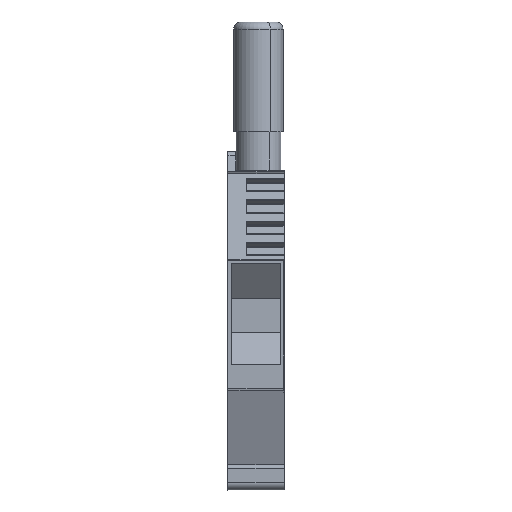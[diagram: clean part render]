
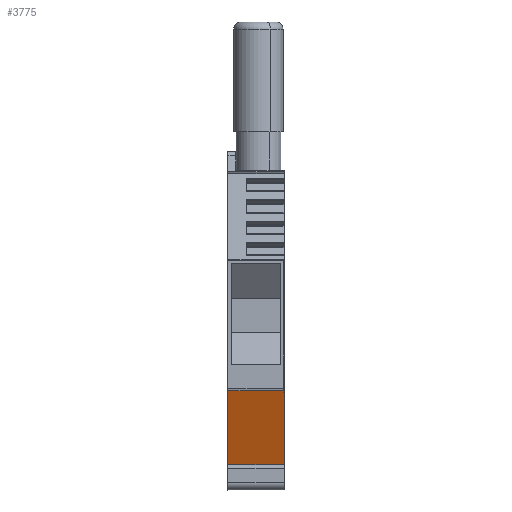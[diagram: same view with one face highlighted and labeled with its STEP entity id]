
A CAD part, front view. The second image highlights one B-rep face of the part: STEP entity #3775.
In plain terms, the highlighted planar face has unit normal (0, -0.927, -0.375).
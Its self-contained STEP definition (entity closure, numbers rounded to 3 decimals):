
#3761=AXIS2_PLACEMENT_3D('Plane Axis2P3D',#3758,#3759,#3760) ;
#179=CARTESIAN_POINT('Vertex',(7.9,0.2,13.576)) ;
#206=CARTESIAN_POINT('Vertex',(7.827,0.073,13.891)) ;
#210=CARTESIAN_POINT('Control Point',(7.9,0.2,13.576)) ;
#211=CARTESIAN_POINT('Control Point',(7.827,0.073,13.891)) ;
#232=CARTESIAN_POINT('Vertex',(0.,0.073,13.891)) ;
#235=CARTESIAN_POINT('Line Origine',(3.95,0.073,13.891)) ;
#923=CARTESIAN_POINT('Vertex',(0.,4.425,3.118)) ;
#926=CARTESIAN_POINT('Line Origine',(0.,2.249,8.504)) ;
#1896=CARTESIAN_POINT('Line Origine',(7.9,2.313,8.347)) ;
#1900=CARTESIAN_POINT('Vertex',(7.9,4.425,3.118)) ;
#3758=CARTESIAN_POINT('Axis2P3D Location',(7.9,4.425,3.118)) ;
#3763=CARTESIAN_POINT('Line Origine',(3.95,4.425,3.118)) ;
#236=DIRECTION('Vector Direction',(1.,0.,0.)) ;
#927=DIRECTION('Vector Direction',(0.,-0.375,0.927)) ;
#1897=DIRECTION('Vector Direction',(0.,-0.375,0.927)) ;
#3759=DIRECTION('Axis2P3D Direction',(0.,-0.927,-0.375)) ;
#3760=DIRECTION('Axis2P3D XDirection',(0.,-0.375,0.927)) ;
#3764=DIRECTION('Vector Direction',(-1.,0.,0.)) ;
#237=VECTOR('Line Direction',#236,1.) ;
#928=VECTOR('Line Direction',#927,1.) ;
#1898=VECTOR('Line Direction',#1897,1.) ;
#3765=VECTOR('Line Direction',#3764,1.) ;
#3769=ORIENTED_EDGE('',*,*,#239,.T.) ;
#3770=ORIENTED_EDGE('',*,*,#930,.T.) ;
#3771=ORIENTED_EDGE('',*,*,#3767,.F.) ;
#3772=ORIENTED_EDGE('',*,*,#1902,.F.) ;
#3773=ORIENTED_EDGE('',*,*,#212,.F.) ;
#3775=ADVANCED_FACE('KLTR',(#3774),#3762,.T.) ;
#209=B_SPLINE_CURVE_WITH_KNOTS('',1,(#210,#211),.UNSPECIFIED.,.F.,.U.,(2,2),(-0.174,0.174),.UNSPECIFIED.) ;
#212=EDGE_CURVE('',#207,#180,#209,.F.) ;
#239=EDGE_CURVE('',#207,#233,#238,.F.) ;
#930=EDGE_CURVE('',#233,#924,#929,.F.) ;
#1902=EDGE_CURVE('',#180,#1901,#1899,.F.) ;
#3767=EDGE_CURVE('',#1901,#924,#3766,.T.) ;
#3768=EDGE_LOOP('',(#3769,#3770,#3771,#3772,#3773)) ;
#3774=FACE_OUTER_BOUND('',#3768,.T.) ;
#238=LINE('Line',#235,#237) ;
#929=LINE('Line',#926,#928) ;
#1899=LINE('Line',#1896,#1898) ;
#3766=LINE('Line',#3763,#3765) ;
#3762=PLANE('',#3761) ;
#180=VERTEX_POINT('',#179) ;
#207=VERTEX_POINT('',#206) ;
#233=VERTEX_POINT('',#232) ;
#924=VERTEX_POINT('',#923) ;
#1901=VERTEX_POINT('',#1900) ;
